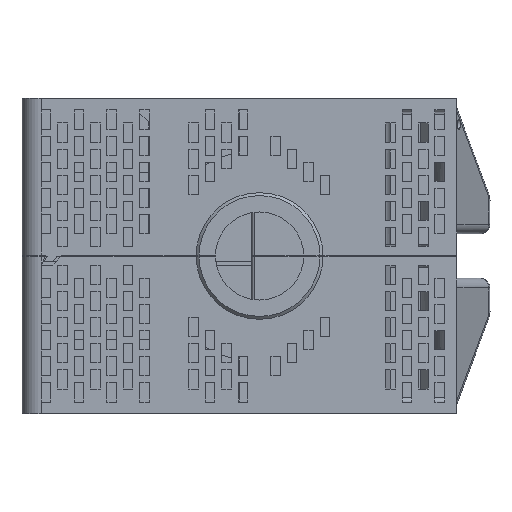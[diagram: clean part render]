
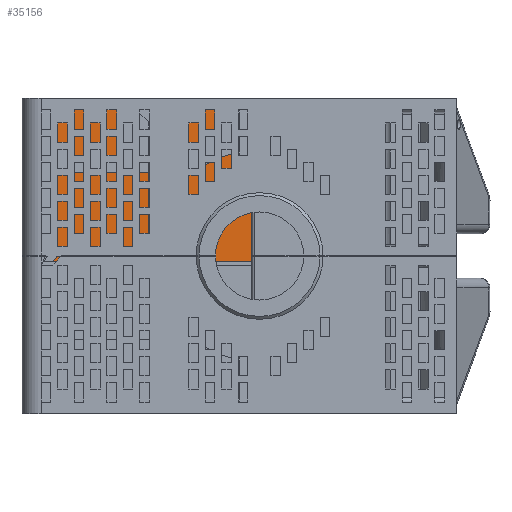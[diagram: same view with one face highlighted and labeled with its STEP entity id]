
A CAD part, front view. The second image highlights one B-rep face of the part: STEP entity #35156.
In plain terms, the highlighted planar face has unit normal (0, -1, 0).
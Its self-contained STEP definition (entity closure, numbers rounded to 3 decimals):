
#1633=FACE_OUTER_BOUND('',#3410,.T.);
#3410=EDGE_LOOP('',(#24011,#24012,#24013,#24014,#24015,#24016,#24017,#24018,
#24019,#24020,#24021,#24022,#24023,#24024,#24025,#24026,#24027,#24028,#24029));
#5797=LINE('',#48066,#10320);
#5805=LINE('',#48201,#10328);
#5813=LINE('',#48221,#10336);
#5814=LINE('',#48225,#10337);
#5815=LINE('',#48227,#10338);
#5816=LINE('',#48229,#10339);
#5817=LINE('',#48231,#10340);
#5818=LINE('',#48233,#10341);
#5819=LINE('',#48235,#10342);
#5820=LINE('',#48237,#10343);
#5821=LINE('',#48239,#10344);
#5822=LINE('',#48241,#10345);
#5823=LINE('',#48243,#10346);
#5824=LINE('',#48245,#10347);
#5825=LINE('',#48247,#10348);
#5826=LINE('',#48249,#10349);
#5827=LINE('',#48251,#10350);
#5828=LINE('',#48252,#10351);
#5829=LINE('',#48253,#10352);
#10320=VECTOR('',#39470,1000.);
#10328=VECTOR('',#39520,10.);
#10336=VECTOR('',#39542,1000.);
#10337=VECTOR('',#39547,1000.);
#10338=VECTOR('',#39548,1000.);
#10339=VECTOR('',#39549,1000.);
#10340=VECTOR('',#39550,1000.);
#10341=VECTOR('',#39551,1000.);
#10342=VECTOR('',#39552,1000.);
#10343=VECTOR('',#39553,1000.);
#10344=VECTOR('',#39554,1000.);
#10345=VECTOR('',#39555,1000.);
#10346=VECTOR('',#39556,1000.);
#10347=VECTOR('',#39557,1000.);
#10348=VECTOR('',#39558,1000.);
#10349=VECTOR('',#39559,1000.);
#10350=VECTOR('',#39560,1000.);
#10351=VECTOR('',#39561,1000.);
#10352=VECTOR('',#39562,1000.);
#14842=VERTEX_POINT('',#48063);
#14843=VERTEX_POINT('',#48065);
#14862=VERTEX_POINT('',#48193);
#14863=VERTEX_POINT('',#48198);
#14869=VERTEX_POINT('',#48220);
#14870=VERTEX_POINT('',#48224);
#14871=VERTEX_POINT('',#48226);
#14872=VERTEX_POINT('',#48228);
#14873=VERTEX_POINT('',#48230);
#14874=VERTEX_POINT('',#48232);
#14875=VERTEX_POINT('',#48234);
#14876=VERTEX_POINT('',#48236);
#14877=VERTEX_POINT('',#48238);
#14878=VERTEX_POINT('',#48240);
#14879=VERTEX_POINT('',#48242);
#14880=VERTEX_POINT('',#48244);
#14881=VERTEX_POINT('',#48246);
#14882=VERTEX_POINT('',#48248);
#14883=VERTEX_POINT('',#48250);
#18404=EDGE_CURVE('',#14843,#14842,#5797,.T.);
#18432=EDGE_CURVE('',#14863,#14862,#5805,.T.);
#18442=EDGE_CURVE('',#14869,#14862,#5813,.T.);
#18444=EDGE_CURVE('',#14870,#14863,#5814,.T.);
#18445=EDGE_CURVE('',#14871,#14870,#5815,.T.);
#18446=EDGE_CURVE('',#14871,#14872,#5816,.T.);
#18447=EDGE_CURVE('',#14872,#14873,#5817,.T.);
#18448=EDGE_CURVE('',#14873,#14874,#5818,.T.);
#18449=EDGE_CURVE('',#14874,#14875,#5819,.T.);
#18450=EDGE_CURVE('',#14875,#14876,#5820,.T.);
#18451=EDGE_CURVE('',#14876,#14877,#5821,.T.);
#18452=EDGE_CURVE('',#14877,#14878,#5822,.T.);
#18453=EDGE_CURVE('',#14878,#14879,#5823,.T.);
#18454=EDGE_CURVE('',#14879,#14880,#5824,.T.);
#18455=EDGE_CURVE('',#14881,#14880,#5825,.T.);
#18456=EDGE_CURVE('',#14882,#14881,#5826,.T.);
#18457=EDGE_CURVE('',#14882,#14883,#5827,.T.);
#18458=EDGE_CURVE('',#14883,#14843,#5828,.T.);
#18459=EDGE_CURVE('',#14869,#14842,#5829,.T.);
#24011=ORIENTED_EDGE('',*,*,#18432,.F.);
#24012=ORIENTED_EDGE('',*,*,#18444,.F.);
#24013=ORIENTED_EDGE('',*,*,#18445,.F.);
#24014=ORIENTED_EDGE('',*,*,#18446,.T.);
#24015=ORIENTED_EDGE('',*,*,#18447,.T.);
#24016=ORIENTED_EDGE('',*,*,#18448,.T.);
#24017=ORIENTED_EDGE('',*,*,#18449,.T.);
#24018=ORIENTED_EDGE('',*,*,#18450,.T.);
#24019=ORIENTED_EDGE('',*,*,#18451,.T.);
#24020=ORIENTED_EDGE('',*,*,#18452,.T.);
#24021=ORIENTED_EDGE('',*,*,#18453,.T.);
#24022=ORIENTED_EDGE('',*,*,#18454,.T.);
#24023=ORIENTED_EDGE('',*,*,#18455,.F.);
#24024=ORIENTED_EDGE('',*,*,#18456,.F.);
#24025=ORIENTED_EDGE('',*,*,#18457,.T.);
#24026=ORIENTED_EDGE('',*,*,#18458,.T.);
#24027=ORIENTED_EDGE('',*,*,#18404,.T.);
#24028=ORIENTED_EDGE('',*,*,#18459,.F.);
#24029=ORIENTED_EDGE('',*,*,#18442,.T.);
#33644=PLANE('',#37056);
#35156=ADVANCED_FACE('',(#1633),#33644,.F.);
#37056=AXIS2_PLACEMENT_3D('',#48223,#39545,#39546);
#39470=DIRECTION('',(0.,0.,1.));
#39520=DIRECTION('',(1.,0.,0.));
#39542=DIRECTION('',(0.,0.,1.));
#39545=DIRECTION('center_axis',(0.,1.,0.));
#39546=DIRECTION('ref_axis',(0.,0.,1.));
#39547=DIRECTION('',(0.,0.,1.));
#39548=DIRECTION('',(1.,0.,0.));
#39549=DIRECTION('',(-0.707,0.,0.707));
#39550=DIRECTION('',(0.,0.,1.));
#39551=DIRECTION('',(-1.,0.,0.));
#39552=DIRECTION('',(0.,0.,1.));
#39553=DIRECTION('',(-1.,0.,0.));
#39554=DIRECTION('',(0.,0.,-1.));
#39555=DIRECTION('',(-1.,0.,0.));
#39556=DIRECTION('',(0.,0.,1.));
#39557=DIRECTION('',(-1.,0.,0.));
#39558=DIRECTION('',(0.,0.,1.));
#39559=DIRECTION('',(1.,0.,0.));
#39560=DIRECTION('',(0.,0.,-1.));
#39561=DIRECTION('',(1.,0.,0.));
#39562=DIRECTION('',(1.,0.,0.));
#48063=CARTESIAN_POINT('',(-11.078,91.728,-141.045));
#48065=CARTESIAN_POINT('',(-11.078,91.728,-142.245));
#48066=CARTESIAN_POINT('',(-11.078,91.728,-142.245));
#48193=CARTESIAN_POINT('',(-22.078,91.728,-113.245));
#48198=CARTESIAN_POINT('',(-31.328,91.728,-113.245));
#48201=CARTESIAN_POINT('',(-29.578,91.728,-113.245));
#48220=CARTESIAN_POINT('',(-22.078,91.728,-141.045));
#48221=CARTESIAN_POINT('',(-22.078,91.728,-141.045));
#48223=CARTESIAN_POINT('Origin',(-29.578,91.728,-141.045));
#48224=CARTESIAN_POINT('',(-31.328,91.728,-130.045));
#48225=CARTESIAN_POINT('',(-31.328,91.728,-141.045));
#48226=CARTESIAN_POINT('',(-32.228,91.728,-130.045));
#48227=CARTESIAN_POINT('',(-29.578,91.728,-130.045));
#48228=CARTESIAN_POINT('',(-33.728,91.728,-128.545));
#48229=CARTESIAN_POINT('',(-25.403,91.728,-136.87));
#48230=CARTESIAN_POINT('',(-33.728,91.728,-119.695));
#48231=CARTESIAN_POINT('',(-33.728,91.728,-141.045));
#48232=CARTESIAN_POINT('',(-36.128,91.728,-119.695));
#48233=CARTESIAN_POINT('',(-29.578,91.728,-119.695));
#48234=CARTESIAN_POINT('',(-36.128,91.728,-110.745));
#48235=CARTESIAN_POINT('',(-36.128,91.728,-141.045));
#48236=CARTESIAN_POINT('',(-53.878,91.728,-110.745));
#48237=CARTESIAN_POINT('',(-29.578,91.728,-110.745));
#48238=CARTESIAN_POINT('',(-53.878,91.728,-119.695));
#48239=CARTESIAN_POINT('',(-53.878,91.728,-141.045));
#48240=CARTESIAN_POINT('',(-56.278,91.728,-119.695));
#48241=CARTESIAN_POINT('',(-29.578,91.728,-119.695));
#48242=CARTESIAN_POINT('',(-56.278,91.728,-110.745));
#48243=CARTESIAN_POINT('',(-56.278,91.728,-141.045));
#48244=CARTESIAN_POINT('',(-74.028,91.728,-110.745));
#48245=CARTESIAN_POINT('',(-29.578,91.728,-110.745));
#48246=CARTESIAN_POINT('',(-74.028,91.728,-119.695));
#48247=CARTESIAN_POINT('',(-74.028,91.728,-141.045));
#48248=CARTESIAN_POINT('',(-76.428,91.728,-119.695));
#48249=CARTESIAN_POINT('',(-29.578,91.728,-119.695));
#48250=CARTESIAN_POINT('',(-76.428,91.728,-142.245));
#48251=CARTESIAN_POINT('',(-76.428,91.728,-141.045));
#48252=CARTESIAN_POINT('',(-0.14,91.728,-142.245));
#48253=CARTESIAN_POINT('',(-0.14,91.728,-141.045));
